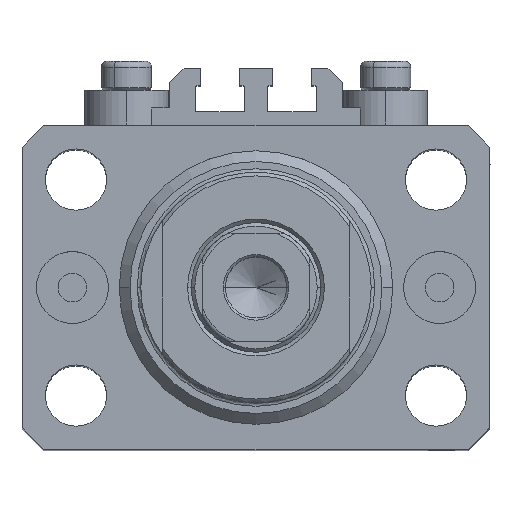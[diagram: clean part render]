
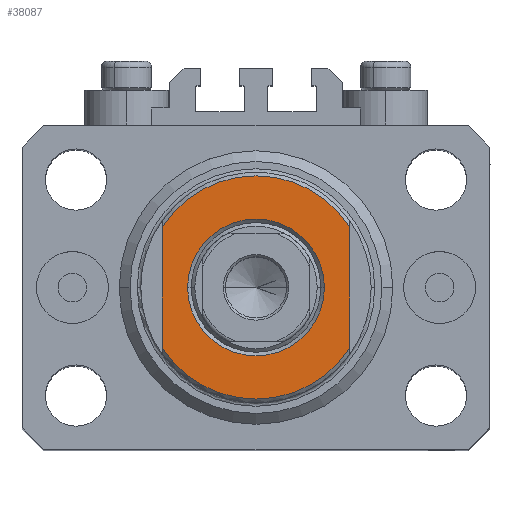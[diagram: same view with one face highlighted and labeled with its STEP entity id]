
A CAD part, top view. The second image highlights one B-rep face of the part: STEP entity #38087.
In plain terms, the highlighted face is planar.
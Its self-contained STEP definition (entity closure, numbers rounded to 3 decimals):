
#1269 = VERTEX_POINT ( 'NONE', #25807 ) ;
#1479 = CARTESIAN_POINT ( 'NONE',  ( 13., -8.441, -6.5 ) ) ;
#2662 = DIRECTION ( 'NONE',  ( 0., -1., 0. ) ) ;
#4372 = VERTEX_POINT ( 'NONE', #35932 ) ;
#5334 = DIRECTION ( 'NONE',  ( -1., 0., 0. ) ) ;
#6260 = CARTESIAN_POINT ( 'NONE',  ( 0., 0., -6.5 ) ) ;
#6471 = VERTEX_POINT ( 'NONE', #40304 ) ;
#8056 = CIRCLE ( 'NONE', #32455, 15.5 ) ;
#8617 = DIRECTION ( 'NONE',  ( 0., -1., 0. ) ) ;
#10564 = ORIENTED_EDGE ( 'NONE', *, *, #28078, .T. ) ;
#10963 = CARTESIAN_POINT ( 'NONE',  ( 0., 0., -6.5 ) ) ;
#11289 = CARTESIAN_POINT ( 'NONE',  ( 0., 0., -6.5 ) ) ;
#11622 = CARTESIAN_POINT ( 'NONE',  ( 0., 0., -6.5 ) ) ;
#13177 = FACE_BOUND ( 'NONE', #34946, .T. ) ;
#13558 = EDGE_CURVE ( 'NONE', #6471, #47128, #16944, .T. ) ;
#14104 = VECTOR ( 'NONE', #2662, 1000. ) ;
#16384 = EDGE_LOOP ( 'NONE', ( #10564, #42874, #46883, #46223 ) ) ;
#16944 = LINE ( 'NONE', #41312, #33400 ) ;
#18813 = CARTESIAN_POINT ( 'NONE',  ( 9.5, 0., -6.5 ) ) ;
#19213 = AXIS2_PLACEMENT_3D ( 'NONE', #11622, #43852, #47203 ) ;
#20859 = CARTESIAN_POINT ( 'NONE',  ( -13., -8.441, -6.5 ) ) ;
#21501 = CIRCLE ( 'NONE', #19213, 9.5 ) ;
#21585 = EDGE_CURVE ( 'NONE', #1269, #35828, #39037, .T. ) ;
#21721 = EDGE_CURVE ( 'NONE', #35828, #1269, #21501, .T. ) ;
#24522 = DIRECTION ( 'NONE',  ( 0., 0., 1. ) ) ;
#24626 = AXIS2_PLACEMENT_3D ( 'NONE', #11289, #25837, #33004 ) ;
#25276 = ORIENTED_EDGE ( 'NONE', *, *, #21721, .T. ) ;
#25807 = CARTESIAN_POINT ( 'NONE',  ( -9.5, 0., -6.5 ) ) ;
#25837 = DIRECTION ( 'NONE',  ( 0., 0., -1. ) ) ;
#27626 = CARTESIAN_POINT ( 'NONE',  ( 0., 0., -6.5 ) ) ;
#27749 = DIRECTION ( 'NONE',  ( 0., 0., -1. ) ) ;
#28078 = EDGE_CURVE ( 'NONE', #6471, #4372, #45196, .T. ) ;
#32455 = AXIS2_PLACEMENT_3D ( 'NONE', #10963, #41013, #40318 ) ;
#32497 = LINE ( 'NONE', #42515, #14104 ) ;
#33004 = DIRECTION ( 'NONE',  ( -1., 0., 0. ) ) ;
#33400 = VECTOR ( 'NONE', #8617, 1000. ) ;
#34081 = AXIS2_PLACEMENT_3D ( 'NONE', #6260, #27749, #5334 ) ;
#34284 = VERTEX_POINT ( 'NONE', #1479 ) ;
#34909 = PLANE ( 'NONE',  #34081 ) ;
#34946 = EDGE_LOOP ( 'NONE', ( #40893, #25276 ) ) ;
#35828 = VERTEX_POINT ( 'NONE', #18813 ) ;
#35932 = CARTESIAN_POINT ( 'NONE',  ( 13., 8.441, -6.5 ) ) ;
#38021 = FACE_OUTER_BOUND ( 'NONE', #16384, .T. ) ;
#38087 = ADVANCED_FACE ( 'NONE', ( #13177, #38021 ), #34909, .T. ) ;
#39037 = CIRCLE ( 'NONE', #46655, 9.5 ) ;
#39076 = DIRECTION ( 'NONE',  ( -1., 0., 0. ) ) ;
#40304 = CARTESIAN_POINT ( 'NONE',  ( -13., 8.441, -6.5 ) ) ;
#40318 = DIRECTION ( 'NONE',  ( -1., 0., 0. ) ) ;
#40893 = ORIENTED_EDGE ( 'NONE', *, *, #21585, .T. ) ;
#41013 = DIRECTION ( 'NONE',  ( 0., 0., -1. ) ) ;
#41312 = CARTESIAN_POINT ( 'NONE',  ( -13., -43.081, -6.5 ) ) ;
#42515 = CARTESIAN_POINT ( 'NONE',  ( 13., -43.081, -6.5 ) ) ;
#42874 = ORIENTED_EDGE ( 'NONE', *, *, #44201, .T. ) ;
#43852 = DIRECTION ( 'NONE',  ( 0., 0., 1. ) ) ;
#44201 = EDGE_CURVE ( 'NONE', #4372, #34284, #32497, .T. ) ;
#45196 = CIRCLE ( 'NONE', #24626, 15.5 ) ;
#45585 = EDGE_CURVE ( 'NONE', #34284, #47128, #8056, .T. ) ;
#46223 = ORIENTED_EDGE ( 'NONE', *, *, #13558, .F. ) ;
#46655 = AXIS2_PLACEMENT_3D ( 'NONE', #27626, #24522, #39076 ) ;
#46883 = ORIENTED_EDGE ( 'NONE', *, *, #45585, .T. ) ;
#47128 = VERTEX_POINT ( 'NONE', #20859 ) ;
#47203 = DIRECTION ( 'NONE',  ( -1., 0., 0. ) ) ;
